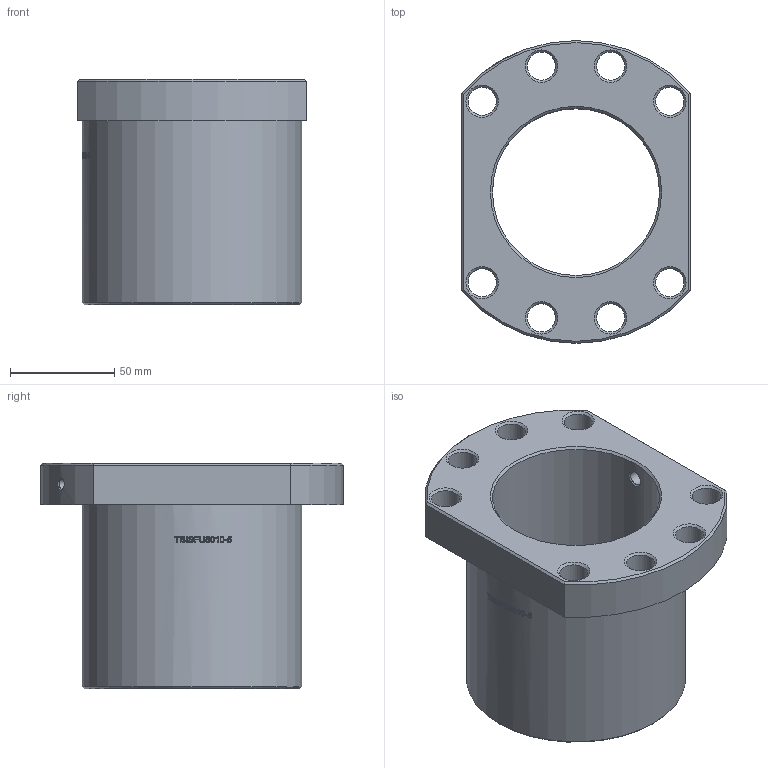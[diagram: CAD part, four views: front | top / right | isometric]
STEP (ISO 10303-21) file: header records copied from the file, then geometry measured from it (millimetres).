
FILE_DESCRIPTION(/* description */ (''),/* implementation_level */ '2;1');
FILE_NAME(/* name */ 'SFU8010-5.stp',/* time_stamp */ '2020-03-06T13:07:31+08:00',/* author */ (''),/* organization */ (''),/* preprocessor_version */ 'ST-DEVELOPER v16',/* originating_system */ 'SIEMENS PLM Software NX 10.0',/* authorisation */ '');
FILE_SCHEMA (('AUTOMOTIVE_DESIGN { 1 0 10303 214 3 1 1 1 }'));
Length unit declared in the file: millimetre
Products named in the file (1): DELL2854BF2Br0kt
Bounding box: 110 x 145 x 108 mm (x, y, z)
Volume: 479541 mm3; surface area: 87450.4 mm2
Topology: 1 solids, 1 shells, 195 faces, 512 edges, 338 vertices
Faces by surface type: extrusion 90, plane 67, cylinder 22, cone 14, bspline 2
Full cylindrical faces by diameter (mm): 5 x1, 6.8 x1, 13.5 x8, 80 x1, 105 x1
Entity records: 7657 total; most frequent: CARTESIAN_POINT 3406, ORIENTED_EDGE 938, DIRECTION 595, EDGE_CURVE 469, B_SPLINE_CURVE_WITH_KNOTS 325, VERTEX_POINT 324, EDGE_LOOP 259, VECTOR 257
